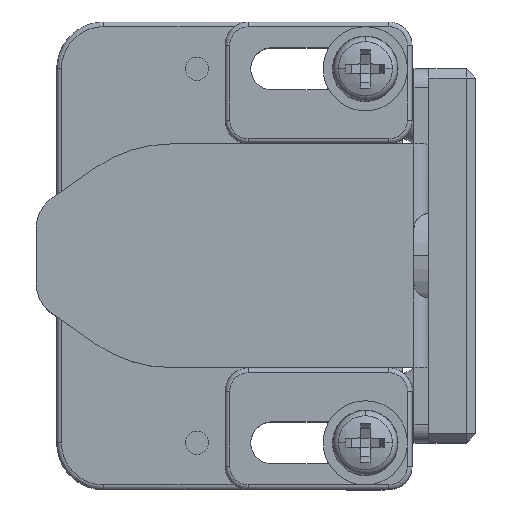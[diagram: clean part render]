
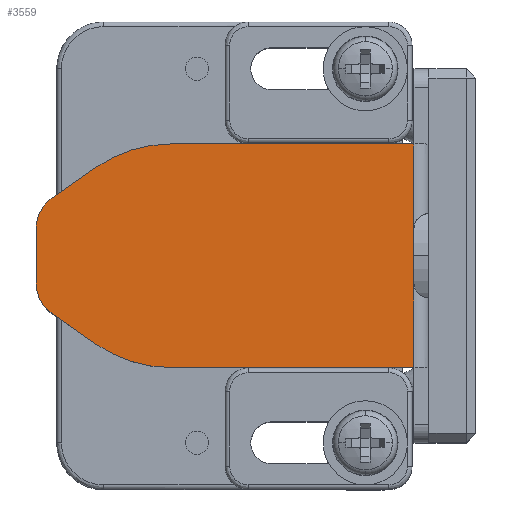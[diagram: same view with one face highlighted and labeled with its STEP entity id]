
A CAD part, top view. The second image highlights one B-rep face of the part: STEP entity #3559.
In plain terms, the highlighted planar face has unit normal (0, 0, 1).
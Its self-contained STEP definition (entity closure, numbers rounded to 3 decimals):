
#96 = VECTOR ( 'NONE', #13899, 1000. ) ;
#106 = ORIENTED_EDGE ( 'NONE', *, *, #11276, .T. ) ;
#237 = CARTESIAN_POINT ( 'NONE',  ( 43.196, 70.655, 10.6 ) ) ;
#273 = DIRECTION ( 'NONE',  ( 0., 0., -1. ) ) ;
#291 = AXIS2_PLACEMENT_3D ( 'NONE', #2475, #10943, #5050 ) ;
#387 = VERTEX_POINT ( 'NONE', #14482 ) ;
#430 = VECTOR ( 'NONE', #1440, 1000. ) ;
#762 = VECTOR ( 'NONE', #4381, 1000. ) ;
#803 = CARTESIAN_POINT ( 'NONE',  ( 61.339, 30.372, 10.6 ) ) ;
#816 = CARTESIAN_POINT ( 'NONE',  ( 46.48, 72.372, 10.6 ) ) ;
#938 = DIRECTION ( 'NONE',  ( -1., 0., 0. ) ) ;
#1113 = PLANE ( 'NONE',  #1657 ) ;
#1360 = VERTEX_POINT ( 'NONE', #237 ) ;
#1440 = DIRECTION ( 'NONE',  ( 1., 0., 0. ) ) ;
#1572 = CARTESIAN_POINT ( 'NONE',  ( 52.298, 68.372, 10.6 ) ) ;
#1657 = AXIS2_PLACEMENT_3D ( 'NONE', #11849, #273, #8441 ) ;
#1668 = VERTEX_POINT ( 'NONE', #2961 ) ;
#1838 = EDGE_CURVE ( 'NONE', #1360, #387, #10836, .T. ) ;
#2051 = EDGE_CURVE ( 'NONE', #6039, #387, #3077, .T. ) ;
#2429 = EDGE_CURVE ( 'NONE', #7132, #5425, #13840, .T. ) ;
#2475 = CARTESIAN_POINT ( 'NONE',  ( 51.439, 57.985, 10.6 ) ) ;
#2513 = DIRECTION ( 'NONE',  ( 0., 0., -1. ) ) ;
#2572 = CARTESIAN_POINT ( 'NONE',  ( 52.289, 31.972, 10.6 ) ) ;
#2961 = CARTESIAN_POINT ( 'NONE',  ( 46.489, 31.972, 10.6 ) ) ;
#2998 = ORIENTED_EDGE ( 'NONE', *, *, #12667, .T. ) ;
#3077 = CIRCLE ( 'NONE', #291, 14. ) ;
#3079 = ORIENTED_EDGE ( 'NONE', *, *, #4108, .F. ) ;
#3226 = CARTESIAN_POINT ( 'NONE',  ( 34.775, 31.972, 10.6 ) ) ;
#3254 = VECTOR ( 'NONE', #11777, 1000. ) ;
#3302 = DIRECTION ( 'NONE',  ( 0., 1., 0. ) ) ;
#3459 = DIRECTION ( 'NONE',  ( 0., 0., -1. ) ) ;
#3559 = ADVANCED_FACE ( 'NONE', ( #8183 ), #1113, .F. ) ;
#3623 = ORIENTED_EDGE ( 'NONE', *, *, #9604, .T. ) ;
#4108 = EDGE_CURVE ( 'NONE', #1668, #5503, #7052, .T. ) ;
#4248 = ORIENTED_EDGE ( 'NONE', *, *, #2429, .T. ) ;
#4381 = DIRECTION ( 'NONE',  ( -0.571, 0.821, 0. ) ) ;
#4950 = CARTESIAN_POINT ( 'NONE',  ( 44.889, 31.972, 10.6 ) ) ;
#5050 = DIRECTION ( 'NONE',  ( 0., 1., 0. ) ) ;
#5087 = VERTEX_POINT ( 'NONE', #5822 ) ;
#5118 = ORIENTED_EDGE ( 'NONE', *, *, #8929, .F. ) ;
#5213 = VECTOR ( 'NONE', #15306, 1000. ) ;
#5425 = VERTEX_POINT ( 'NONE', #816 ) ;
#5503 = VERTEX_POINT ( 'NONE', #7008 ) ;
#5530 = EDGE_CURVE ( 'NONE', #1360, #5425, #9448, .T. ) ;
#5696 = EDGE_CURVE ( 'NONE', #5087, #6754, #8731, .T. ) ;
#5822 = CARTESIAN_POINT ( 'NONE',  ( 58.835, 65.975, 10.6 ) ) ;
#5920 = DIRECTION ( 'NONE',  ( 0., 1., 0. ) ) ;
#6039 = VERTEX_POINT ( 'NONE', #10926 ) ;
#6150 = LINE ( 'NONE', #803, #7419 ) ;
#6274 = CIRCLE ( 'NONE', #10974, 14. ) ;
#6754 = VERTEX_POINT ( 'NONE', #11087 ) ;
#6909 = DIRECTION ( 'NONE',  ( 0., 1., 0. ) ) ;
#7008 = CARTESIAN_POINT ( 'NONE',  ( 37.439, 31.972, 10.6 ) ) ;
#7052 = LINE ( 'NONE', #11857, #11348 ) ;
#7132 = VERTEX_POINT ( 'NONE', #8282 ) ;
#7419 = VECTOR ( 'NONE', #3302, 1000. ) ;
#7458 = LINE ( 'NONE', #4950, #430 ) ;
#8111 = CARTESIAN_POINT ( 'NONE',  ( 61.339, 31.972, 10.6 ) ) ;
#8183 = FACE_OUTER_BOUND ( 'NONE', #10363, .T. ) ;
#8282 = CARTESIAN_POINT ( 'NONE',  ( 52.298, 72.372, 10.6 ) ) ;
#8285 = AXIS2_PLACEMENT_3D ( 'NONE', #14043, #3459, #6909 ) ;
#8298 = DIRECTION ( 'NONE',  ( -1., 0., 0. ) ) ;
#8323 = CIRCLE ( 'NONE', #9456, 4. ) ;
#8339 = ORIENTED_EDGE ( 'NONE', *, *, #2051, .F. ) ;
#8441 = DIRECTION ( 'NONE',  ( 0., 1., 0. ) ) ;
#8605 = ORIENTED_EDGE ( 'NONE', *, *, #5530, .F. ) ;
#8731 = LINE ( 'NONE', #14896, #762 ) ;
#8929 = EDGE_CURVE ( 'NONE', #14944, #14090, #12533, .T. ) ;
#9448 = CIRCLE ( 'NONE', #8285, 4. ) ;
#9456 = AXIS2_PLACEMENT_3D ( 'NONE', #1572, #12099, #14414 ) ;
#9604 = EDGE_CURVE ( 'NONE', #1668, #14090, #7458, .T. ) ;
#9755 = ORIENTED_EDGE ( 'NONE', *, *, #5696, .T. ) ;
#10080 = VECTOR ( 'NONE', #938, 1000. ) ;
#10363 = EDGE_LOOP ( 'NONE', ( #3623, #5118, #106, #14244, #9755, #12695, #4248, #8605, #13292, #8339, #2998, #3079 ) ) ;
#10508 = VERTEX_POINT ( 'NONE', #14088 ) ;
#10836 = LINE ( 'NONE', #12693, #96 ) ;
#10926 = CARTESIAN_POINT ( 'NONE',  ( 37.439, 57.985, 10.6 ) ) ;
#10943 = DIRECTION ( 'NONE',  ( 0., 0., -1. ) ) ;
#10974 = AXIS2_PLACEMENT_3D ( 'NONE', #14176, #2513, #5920 ) ;
#11087 = CARTESIAN_POINT ( 'NONE',  ( 55.583, 70.655, 10.6 ) ) ;
#11276 = EDGE_CURVE ( 'NONE', #14944, #10508, #6150, .T. ) ;
#11348 = VECTOR ( 'NONE', #8298, 1000. ) ;
#11777 = DIRECTION ( 'NONE',  ( -1., 0., 0. ) ) ;
#11849 = CARTESIAN_POINT ( 'NONE',  ( 34.775, 30.808, 10.6 ) ) ;
#11857 = CARTESIAN_POINT ( 'NONE',  ( 31.274, 31.972, 10.6 ) ) ;
#11940 = CARTESIAN_POINT ( 'NONE',  ( 37.439, 57.985, 10.6 ) ) ;
#12099 = DIRECTION ( 'NONE',  ( 0., 0., -1. ) ) ;
#12271 = LINE ( 'NONE', #11940, #5213 ) ;
#12533 = LINE ( 'NONE', #3226, #10080 ) ;
#12667 = EDGE_CURVE ( 'NONE', #6039, #5503, #12271, .T. ) ;
#12693 = CARTESIAN_POINT ( 'NONE',  ( 43.196, 70.655, 10.6 ) ) ;
#12695 = ORIENTED_EDGE ( 'NONE', *, *, #12780, .F. ) ;
#12780 = EDGE_CURVE ( 'NONE', #7132, #6754, #8323, .T. ) ;
#13292 = ORIENTED_EDGE ( 'NONE', *, *, #1838, .T. ) ;
#13840 = LINE ( 'NONE', #15307, #3254 ) ;
#13899 = DIRECTION ( 'NONE',  ( -0.571, -0.821, 0. ) ) ;
#13951 = EDGE_CURVE ( 'NONE', #5087, #10508, #6274, .T. ) ;
#14043 = CARTESIAN_POINT ( 'NONE',  ( 46.48, 68.372, 10.6 ) ) ;
#14088 = CARTESIAN_POINT ( 'NONE',  ( 61.339, 57.985, 10.6 ) ) ;
#14090 = VERTEX_POINT ( 'NONE', #2572 ) ;
#14176 = CARTESIAN_POINT ( 'NONE',  ( 47.339, 57.985, 10.6 ) ) ;
#14244 = ORIENTED_EDGE ( 'NONE', *, *, #13951, .F. ) ;
#14414 = DIRECTION ( 'NONE',  ( 0., 1., 0. ) ) ;
#14482 = CARTESIAN_POINT ( 'NONE',  ( 39.943, 65.975, 10.6 ) ) ;
#14896 = CARTESIAN_POINT ( 'NONE',  ( 58.835, 65.975, 10.6 ) ) ;
#14944 = VERTEX_POINT ( 'NONE', #8111 ) ;
#15306 = DIRECTION ( 'NONE',  ( 0., -1., 0. ) ) ;
#15307 = CARTESIAN_POINT ( 'NONE',  ( 52.298, 72.372, 10.6 ) ) ;
